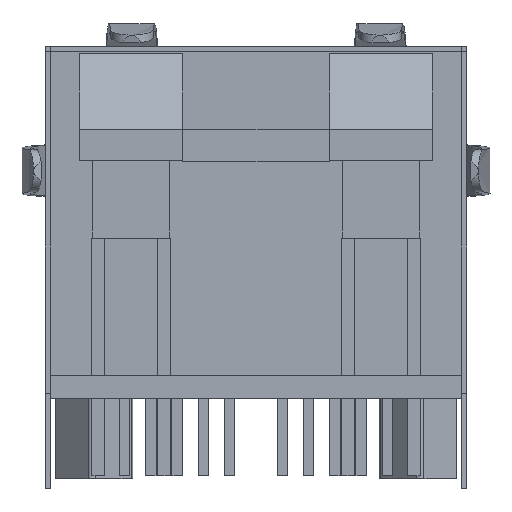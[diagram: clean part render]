
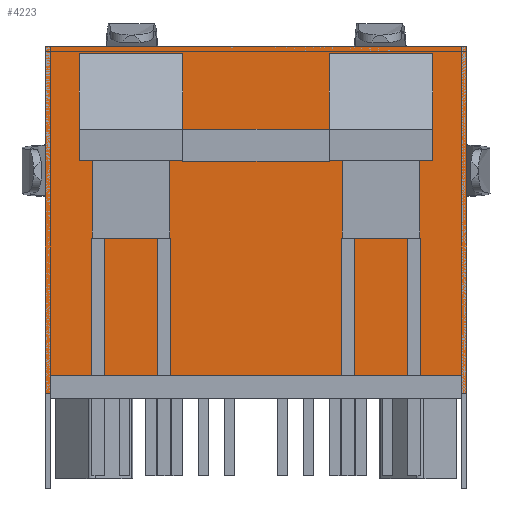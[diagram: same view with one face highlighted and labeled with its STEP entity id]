
A CAD part, front view. The second image highlights one B-rep face of the part: STEP entity #4223.
In plain terms, the highlighted free-form (B-spline) face has degree [1, 1] with [2, 2] control points.
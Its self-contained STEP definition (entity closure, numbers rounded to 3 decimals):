
#4095=CARTESIAN_POINT('',(8.15,-2.765,13.4));
#4096=VERTEX_POINT('',#4095);
#4111=CARTESIAN_POINT('',(-8.15,-2.765,13.4));
#4112=VERTEX_POINT('',#4111);
#4119=CARTESIAN_POINT('',(8.15,-2.765,13.4));
#4120=DIRECTION('',(-1.0,0.0,0.0));
#4121=VECTOR('',#4120,16.3);
#4122=LINE('',#4119,#4121);
#4123=EDGE_CURVE('',#4112,#4096,#4122,.F.);
#4135=CARTESIAN_POINT('',(8.15,-2.765,0.0));
#4136=VERTEX_POINT('',#4135);
#4150=CARTESIAN_POINT('',(8.15,-2.765,13.4));
#4151=DIRECTION('',(0.0,0.0,-1.0));
#4152=VECTOR('',#4151,13.4);
#4153=LINE('',#4150,#4152);
#4154=EDGE_CURVE('',#4096,#4136,#4153,.T.);
#4190=CARTESIAN_POINT('',(-8.15,-2.765,0.0));
#4191=VERTEX_POINT('',#4190);
#4198=CARTESIAN_POINT('',(-8.15,-2.765,0.0));
#4199=DIRECTION('',(0.0,0.0,1.0));
#4200=VECTOR('',#4199,13.4);
#4201=LINE('',#4198,#4200);
#4202=EDGE_CURVE('',#4191,#4112,#4201,.T.);
#4207=CARTESIAN_POINT('',(8.15,-2.765,13.4));
#4208=CARTESIAN_POINT('',(8.15,-2.765,0.0));
#4209=CARTESIAN_POINT('',(-8.15,-2.765,13.4));
#4210=CARTESIAN_POINT('',(-8.15,-2.765,0.0));
#4211=B_SPLINE_SURFACE_WITH_KNOTS('',1,1,((#4207,#4209),(#4208,#4210)),.UNSPECIFIED.,.F.,.F.,.U.,(2,2),(2,2),(0.0,13.4),(0.0,16.3),.UNSPECIFIED.);
#4212=CARTESIAN_POINT('',(8.15,-2.765,0.0));
#4213=DIRECTION('',(-1.0,0.0,0.0));
#4214=VECTOR('',#4213,16.3);
#4215=LINE('',#4212,#4214);
#4216=EDGE_CURVE('',#4136,#4191,#4215,.T.);
#4217=ORIENTED_EDGE('',*,*,#4216,.F.);
#4218=ORIENTED_EDGE('',*,*,#4154,.F.);
#4219=ORIENTED_EDGE('',*,*,#4123,.F.);
#4220=ORIENTED_EDGE('',*,*,#4202,.F.);
#4221=EDGE_LOOP('',(#4217,#4218,#4219,#4220));
#4222=FACE_OUTER_BOUND('',#4221,.T.);
#4223=ADVANCED_FACE('',(#4222),#4211,.F.);
